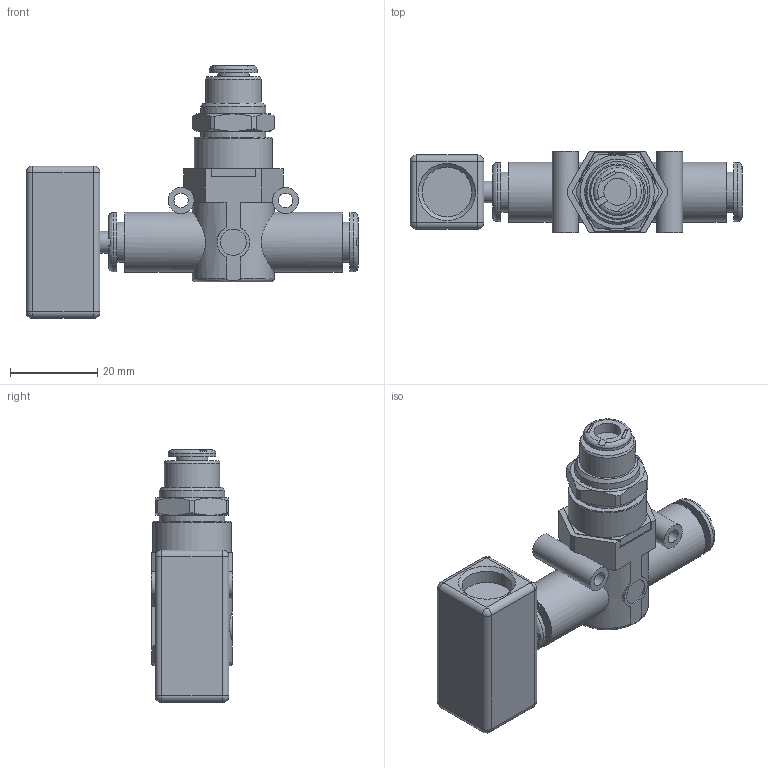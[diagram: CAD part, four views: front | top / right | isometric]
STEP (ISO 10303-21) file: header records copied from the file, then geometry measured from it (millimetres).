
FILE_DESCRIPTION(/* description */ (''),/* implementation_level */ '2;1');
FILE_NAME(/* name */ '3D_EVLIN201-4HRE.stp',/* time_stamp */ '2024-05-15T09:04:59+02:00',/* author */ ('enginyeria2'),/* organization */ (''),/* preprocessor_version */ 'ST-DEVELOPER v20',/* originating_system */ 'Autodesk Inventor 2024',/* authorisation */ '');
FILE_SCHEMA (('AUTOMOTIVE_DESIGN { 1 0 10303 214 3 1 1 }'));
Length unit declared in the file: millimetre
Products named in the file (1): 3D_EVLIN201-4HRE
Bounding box: 76.3 x 18.7 x 58.1 mm (x, y, z)
Volume: 27364.2 mm3; surface area: 10533.7 mm2
Topology: 2 solids, 2 shells, 242 faces, 588 edges, 376 vertices
Faces by surface type: plane 145, cylinder 61, cone 20, sphere 8, bspline 4, torus 4
Full cylindrical faces by diameter (mm): 2.5 x1, 3.3 x2, 5 x1, 6 x3, 6.2 x1, 6.917 x1, 7.2 x1, 8.1 x2, 9.2 x2, 11 x1, 11.445 x2, 12.5 x2, 12.8 x1, 13.6 x2, 13.8 x2, 15 x2, 18 x1
Entity records: 7749 total; most frequent: CARTESIAN_POINT 1727, DIRECTION 1196, ORIENTED_EDGE 1176, EDGE_CURVE 588, AXIS2_PLACEMENT_3D 436, VERTEX_POINT 376, LINE 324, VECTOR 324
